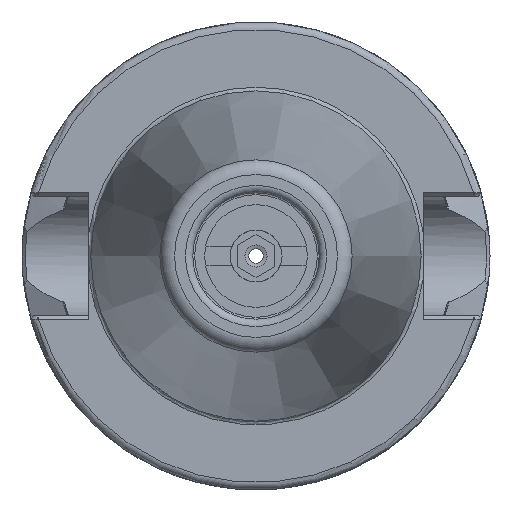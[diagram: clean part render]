
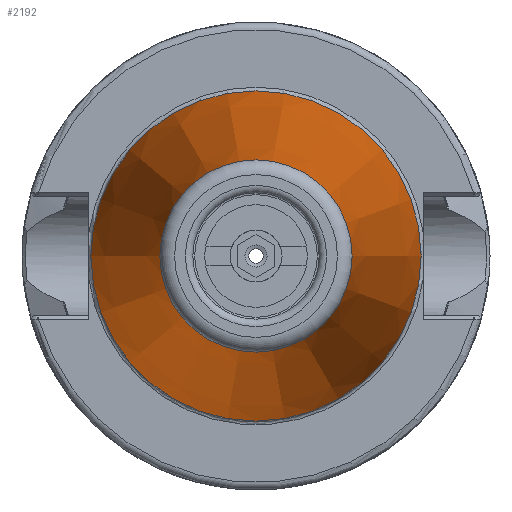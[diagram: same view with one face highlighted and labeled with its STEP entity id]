
A CAD part, left-side view. The second image highlights one B-rep face of the part: STEP entity #2192.
In plain terms, the highlighted conical face has half-angle 8.297 degrees and reference radius 17.581 mm.
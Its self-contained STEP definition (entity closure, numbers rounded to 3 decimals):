
#183=CONICAL_SURFACE('',#2412,17.581,0.145);
#259=FACE_OUTER_BOUND('',#388,.T.);
#388=EDGE_LOOP('',(#1811,#1812,#1813,#1814,#1815,#1816,#1817));
#514=LINE('',#4306,#629);
#629=VECTOR('',#2908,17.581);
#762=CIRCLE('',#2408,12.937);
#763=CIRCLE('',#2409,12.937);
#764=CIRCLE('',#2410,12.937);
#766=CIRCLE('',#2413,22.225);
#767=CIRCLE('',#2414,22.225);
#988=VERTEX_POINT('',#4294);
#989=VERTEX_POINT('',#4295);
#990=VERTEX_POINT('',#4297);
#991=VERTEX_POINT('',#4302);
#992=VERTEX_POINT('',#4303);
#1285=EDGE_CURVE('',#988,#989,#762,.T.);
#1286=EDGE_CURVE('',#990,#988,#763,.T.);
#1287=EDGE_CURVE('',#989,#990,#764,.T.);
#1289=EDGE_CURVE('',#991,#992,#766,.T.);
#1290=EDGE_CURVE('',#992,#991,#767,.T.);
#1291=EDGE_CURVE('',#992,#990,#514,.T.);
#1811=ORIENTED_EDGE('',*,*,#1289,.F.);
#1812=ORIENTED_EDGE('',*,*,#1290,.F.);
#1813=ORIENTED_EDGE('',*,*,#1291,.T.);
#1814=ORIENTED_EDGE('',*,*,#1286,.T.);
#1815=ORIENTED_EDGE('',*,*,#1285,.T.);
#1816=ORIENTED_EDGE('',*,*,#1287,.T.);
#1817=ORIENTED_EDGE('',*,*,#1291,.F.);
#2192=ADVANCED_FACE('',(#259),#183,.T.);
#2408=AXIS2_PLACEMENT_3D('',#4296,#2894,#2895);
#2409=AXIS2_PLACEMENT_3D('',#4298,#2896,#2897);
#2410=AXIS2_PLACEMENT_3D('',#4299,#2898,#2899);
#2412=AXIS2_PLACEMENT_3D('',#4301,#2902,#2903);
#2413=AXIS2_PLACEMENT_3D('',#4304,#2904,#2905);
#2414=AXIS2_PLACEMENT_3D('',#4305,#2906,#2907);
#2894=DIRECTION('center_axis',(1.,0.,0.));
#2895=DIRECTION('ref_axis',(0.,0.,-1.));
#2896=DIRECTION('center_axis',(1.,0.,0.));
#2897=DIRECTION('ref_axis',(0.,0.,-1.));
#2898=DIRECTION('center_axis',(1.,0.,0.));
#2899=DIRECTION('ref_axis',(0.,0.,-1.));
#2902=DIRECTION('center_axis',(1.,0.,0.));
#2903=DIRECTION('ref_axis',(0.,1.,0.));
#2904=DIRECTION('center_axis',(1.,0.,0.));
#2905=DIRECTION('ref_axis',(0.,0.,-1.));
#2906=DIRECTION('center_axis',(1.,0.,0.));
#2907=DIRECTION('ref_axis',(0.,0.,-1.));
#2908=DIRECTION('',(-0.99,0.144,0.));
#4294=CARTESIAN_POINT('',(-63.689,12.937,0.));
#4295=CARTESIAN_POINT('',(-63.689,0.,12.937));
#4296=CARTESIAN_POINT('Origin',(-63.689,0.,
0.));
#4297=CARTESIAN_POINT('',(-63.689,-12.937,0.));
#4298=CARTESIAN_POINT('Origin',(-63.689,0.,
0.));
#4299=CARTESIAN_POINT('Origin',(-63.689,0.,
0.));
#4301=CARTESIAN_POINT('Origin',(-31.844,0.,
0.));
#4302=CARTESIAN_POINT('',(0.,22.225,0.));
#4303=CARTESIAN_POINT('',(0.,-22.225,0.));
#4304=CARTESIAN_POINT('Origin',(0.,0.,
0.));
#4305=CARTESIAN_POINT('Origin',(0.,0.,
0.));
#4306=CARTESIAN_POINT('',(-31.844,-17.581,0.));
